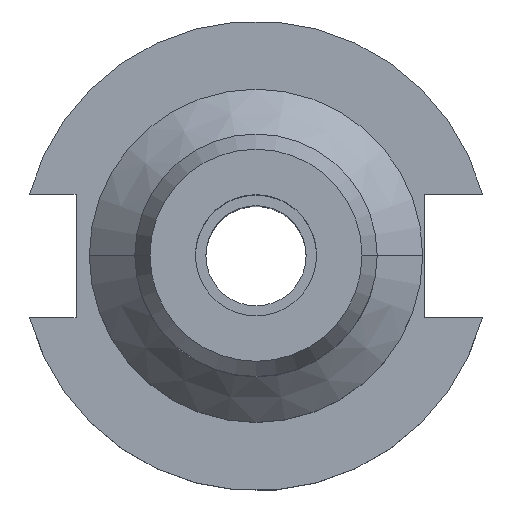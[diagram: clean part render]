
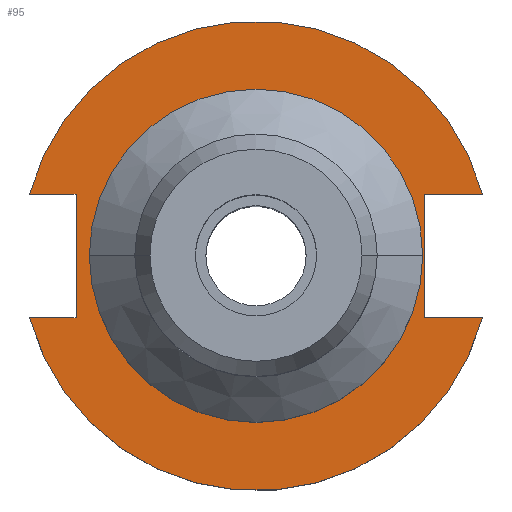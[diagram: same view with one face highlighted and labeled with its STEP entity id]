
A CAD part, top view. The second image highlights one B-rep face of the part: STEP entity #95.
In plain terms, the highlighted planar face has unit normal (0, 0, 1).
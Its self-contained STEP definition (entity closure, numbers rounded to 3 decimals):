
#4 = DIRECTION ( 'NONE',  ( 1., 0., 0. ) ) ;
#21 = CARTESIAN_POINT ( 'NONE',  ( -37.719, 12.954, 19.05 ) ) ;
#41 = CARTESIAN_POINT ( 'NONE',  ( 34.925, 0., 19.05 ) ) ;
#49 = CARTESIAN_POINT ( 'NONE',  ( 47.477, -12.954, 19.05 ) ) ;
#85 = AXIS2_PLACEMENT_3D ( 'NONE', #131, #888, #4 ) ;
#95 = ADVANCED_FACE ( 'NONE', ( #1069, #1381 ), #1266, .T. ) ;
#118 = CARTESIAN_POINT ( 'NONE',  ( 0., 0., 19.05 ) ) ;
#128 = VECTOR ( 'NONE', #496, 1000. ) ;
#131 = CARTESIAN_POINT ( 'NONE',  ( 0., 0., 19.05 ) ) ;
#190 = CARTESIAN_POINT ( 'NONE',  ( 35.306, -12.954, 19.05 ) ) ;
#191 = CIRCLE ( 'NONE', #1575, 34.925 ) ;
#196 = CARTESIAN_POINT ( 'NONE',  ( 0., 0., 19.05 ) ) ;
#210 = EDGE_CURVE ( 'NONE', #494, #720, #1519, .T. ) ;
#235 = ORIENTED_EDGE ( 'NONE', *, *, #268, .F. ) ;
#255 = EDGE_CURVE ( 'NONE', #646, #1504, #504, .T. ) ;
#268 = EDGE_CURVE ( 'NONE', #1074, #1137, #1555, .T. ) ;
#293 = VECTOR ( 'NONE', #883, 1000. ) ;
#298 = ORIENTED_EDGE ( 'NONE', *, *, #542, .F. ) ;
#352 = CARTESIAN_POINT ( 'NONE',  ( -37.719, 12.954, 19.05 ) ) ;
#377 = CARTESIAN_POINT ( 'NONE',  ( 35.306, 12.954, 19.05 ) ) ;
#380 = VECTOR ( 'NONE', #420, 1000. ) ;
#405 = DIRECTION ( 'NONE',  ( 0., 0., 1. ) ) ;
#420 = DIRECTION ( 'NONE',  ( 1., 0., 0. ) ) ;
#421 = CARTESIAN_POINT ( 'NONE',  ( -34.925, 0., 19.05 ) ) ;
#436 = ORIENTED_EDGE ( 'NONE', *, *, #1356, .F. ) ;
#445 = EDGE_CURVE ( 'NONE', #830, #505, #191, .T. ) ;
#486 = EDGE_LOOP ( 'NONE', ( #1189, #298 ) ) ;
#490 = CARTESIAN_POINT ( 'NONE',  ( -63.719, 12.954, 19.05 ) ) ;
#494 = VERTEX_POINT ( 'NONE', #817 ) ;
#496 = DIRECTION ( 'NONE',  ( 0., -1., 0. ) ) ;
#504 = CIRCLE ( 'NONE', #519, 49.212 ) ;
#505 = VERTEX_POINT ( 'NONE', #421 ) ;
#519 = AXIS2_PLACEMENT_3D ( 'NONE', #118, #872, #1597 ) ;
#542 = EDGE_CURVE ( 'NONE', #505, #830, #1409, .T. ) ;
#558 = DIRECTION ( 'NONE',  ( 1., 0., 0. ) ) ;
#564 = AXIS2_PLACEMENT_3D ( 'NONE', #1109, #621, #1471 ) ;
#593 = VECTOR ( 'NONE', #1299, 1000. ) ;
#613 = VERTEX_POINT ( 'NONE', #942 ) ;
#621 = DIRECTION ( 'NONE',  ( 0., 0., 1. ) ) ;
#625 = EDGE_CURVE ( 'NONE', #1155, #720, #657, .T. ) ;
#646 = VERTEX_POINT ( 'NONE', #1087 ) ;
#655 = CARTESIAN_POINT ( 'NONE',  ( 0., 49.212, 19.05 ) ) ;
#657 = LINE ( 'NONE', #490, #293 ) ;
#683 = DIRECTION ( 'NONE',  ( 0., 0., 1. ) ) ;
#720 = VERTEX_POINT ( 'NONE', #1113 ) ;
#817 = CARTESIAN_POINT ( 'NONE',  ( 47.477, 12.954, 19.05 ) ) ;
#830 = VERTEX_POINT ( 'NONE', #41 ) ;
#872 = DIRECTION ( 'NONE',  ( 0., 0., 1. ) ) ;
#881 = CARTESIAN_POINT ( 'NONE',  ( 35.306, 12.954, 19.05 ) ) ;
#883 = DIRECTION ( 'NONE',  ( -1., 0., 0. ) ) ;
#888 = DIRECTION ( 'NONE',  ( 0., 0., 1. ) ) ;
#893 = VECTOR ( 'NONE', #1093, 1000. ) ;
#901 = EDGE_CURVE ( 'NONE', #1137, #1504, #934, .T. ) ;
#934 = LINE ( 'NONE', #190, #593 ) ;
#935 = EDGE_CURVE ( 'NONE', #494, #1074, #1285, .T. ) ;
#942 = CARTESIAN_POINT ( 'NONE',  ( -37.719, -12.954, 19.05 ) ) ;
#959 = EDGE_CURVE ( 'NONE', #613, #1155, #1536, .T. ) ;
#965 = DIRECTION ( 'NONE',  ( -1., 0., 0. ) ) ;
#1069 = FACE_BOUND ( 'NONE', #486, .T. ) ;
#1074 = VERTEX_POINT ( 'NONE', #881 ) ;
#1078 = LINE ( 'NONE', #1165, #380 ) ;
#1087 = CARTESIAN_POINT ( 'NONE',  ( -47.477, -12.954, 19.05 ) ) ;
#1093 = DIRECTION ( 'NONE',  ( 0., 1., 0. ) ) ;
#1104 = EDGE_LOOP ( 'NONE', ( #1108, #1280, #235, #1254, #1509, #1310, #1214, #436 ) ) ;
#1108 = ORIENTED_EDGE ( 'NONE', *, *, #255, .T. ) ;
#1109 = CARTESIAN_POINT ( 'NONE',  ( 0., 0., 19.05 ) ) ;
#1113 = CARTESIAN_POINT ( 'NONE',  ( -47.477, 12.954, 19.05 ) ) ;
#1137 = VERTEX_POINT ( 'NONE', #1375 ) ;
#1152 = DIRECTION ( 'NONE',  ( 1., 0., 0. ) ) ;
#1155 = VERTEX_POINT ( 'NONE', #21 ) ;
#1165 = CARTESIAN_POINT ( 'NONE',  ( -63.719, -12.954, 19.05 ) ) ;
#1189 = ORIENTED_EDGE ( 'NONE', *, *, #445, .F. ) ;
#1214 = ORIENTED_EDGE ( 'NONE', *, *, #959, .F. ) ;
#1246 = VECTOR ( 'NONE', #965, 1000. ) ;
#1254 = ORIENTED_EDGE ( 'NONE', *, *, #935, .F. ) ;
#1266 = PLANE ( 'NONE',  #1319 ) ;
#1280 = ORIENTED_EDGE ( 'NONE', *, *, #901, .F. ) ;
#1285 = LINE ( 'NONE', #1383, #1246 ) ;
#1299 = DIRECTION ( 'NONE',  ( 1., 0., 0. ) ) ;
#1310 = ORIENTED_EDGE ( 'NONE', *, *, #625, .F. ) ;
#1319 = AXIS2_PLACEMENT_3D ( 'NONE', #655, #405, #1152 ) ;
#1356 = EDGE_CURVE ( 'NONE', #646, #613, #1078, .T. ) ;
#1375 = CARTESIAN_POINT ( 'NONE',  ( 35.306, -12.954, 19.05 ) ) ;
#1381 = FACE_OUTER_BOUND ( 'NONE', #1104, .T. ) ;
#1383 = CARTESIAN_POINT ( 'NONE',  ( 35.306, 12.954, 19.05 ) ) ;
#1409 = CIRCLE ( 'NONE', #564, 34.925 ) ;
#1471 = DIRECTION ( 'NONE',  ( 1., 0., 0. ) ) ;
#1504 = VERTEX_POINT ( 'NONE', #49 ) ;
#1509 = ORIENTED_EDGE ( 'NONE', *, *, #210, .T. ) ;
#1519 = CIRCLE ( 'NONE', #85, 49.212 ) ;
#1536 = LINE ( 'NONE', #352, #893 ) ;
#1555 = LINE ( 'NONE', #377, #128 ) ;
#1575 = AXIS2_PLACEMENT_3D ( 'NONE', #196, #683, #558 ) ;
#1597 = DIRECTION ( 'NONE',  ( 1., 0., 0. ) ) ;
